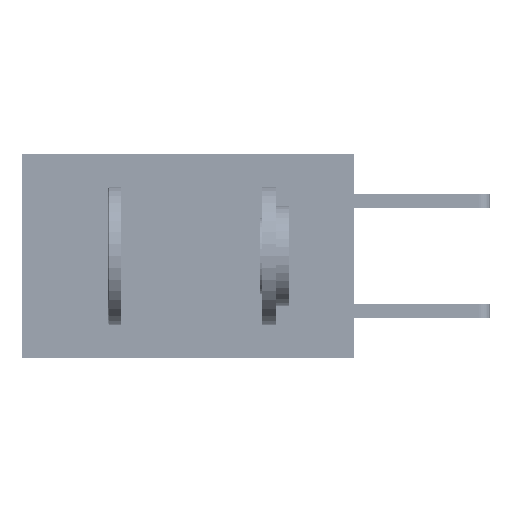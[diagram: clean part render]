
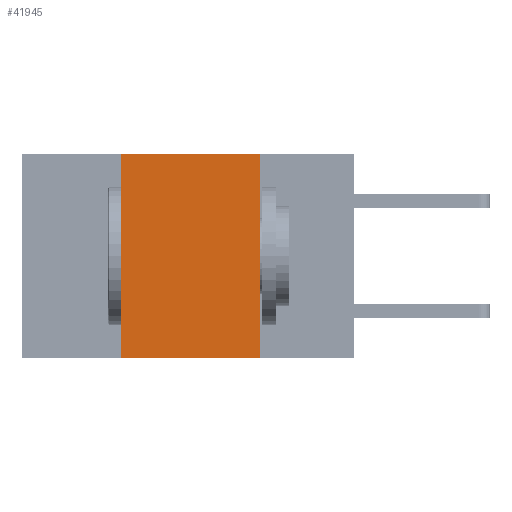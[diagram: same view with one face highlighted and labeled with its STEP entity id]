
A CAD part, left-side view. The second image highlights one B-rep face of the part: STEP entity #41945.
In plain terms, the highlighted planar face has unit normal (-1, 0, 0).
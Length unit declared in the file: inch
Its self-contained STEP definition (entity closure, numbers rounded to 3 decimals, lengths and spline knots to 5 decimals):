
#285 = DIRECTION ( 'NONE',  ( 0., 0., -1. ) ) ;
#357 = ORIENTED_EDGE ( 'NONE', *, *, #18315, .T. ) ;
#834 = ORIENTED_EDGE ( 'NONE', *, *, #29077, .F. ) ;
#2005 = EDGE_CURVE ( 'NONE', #15033, #13689, #12248, .T. ) ;
#4228 = CARTESIAN_POINT ( 'NONE',  ( 0., 0.42, 0. ) ) ;
#6871 = LINE ( 'NONE', #29637, #34883 ) ;
#8908 = LINE ( 'NONE', #37988, #16032 ) ;
#9409 = CARTESIAN_POINT ( 'NONE',  ( 0., 0.42, 0. ) ) ;
#11724 = VECTOR ( 'NONE', #35591, 39.37008 ) ;
#12005 = VERTEX_POINT ( 'NONE', #28515 ) ;
#12163 = CARTESIAN_POINT ( 'NONE',  ( 0., 0.42, -0.37 ) ) ;
#12248 = LINE ( 'NONE', #9409, #11724 ) ;
#13155 = VERTEX_POINT ( 'NONE', #37966 ) ;
#13689 = VERTEX_POINT ( 'NONE', #4228 ) ;
#13920 = PLANE ( 'NONE',  #15611 ) ;
#15033 = VERTEX_POINT ( 'NONE', #12163 ) ;
#15611 = AXIS2_PLACEMENT_3D ( 'NONE', #36541, #23598, #39384 ) ;
#16032 = VECTOR ( 'NONE', #24745, 39.37008 ) ;
#18315 = EDGE_CURVE ( 'NONE', #15033, #13155, #8908, .T. ) ;
#18327 = ORIENTED_EDGE ( 'NONE', *, *, #2005, .F. ) ;
#21788 = VECTOR ( 'NONE', #285, 39.37008 ) ;
#21968 = EDGE_CURVE ( 'NONE', #13689, #12005, #6871, .T. ) ;
#22922 = CARTESIAN_POINT ( 'NONE',  ( 0., 0.17, 0. ) ) ;
#23598 = DIRECTION ( 'NONE',  ( 1., 0., 0. ) ) ;
#24745 = DIRECTION ( 'NONE',  ( 0., -1., 0. ) ) ;
#28378 = LINE ( 'NONE', #22922, #21788 ) ;
#28515 = CARTESIAN_POINT ( 'NONE',  ( 0., 0.17, 0. ) ) ;
#29077 = EDGE_CURVE ( 'NONE', #12005, #13155, #28378, .T. ) ;
#29637 = CARTESIAN_POINT ( 'NONE',  ( 0., 0.6, 0. ) ) ;
#31336 = DIRECTION ( 'NONE',  ( 0., -1., 0. ) ) ;
#31720 = ORIENTED_EDGE ( 'NONE', *, *, #21968, .F. ) ;
#33544 = EDGE_LOOP ( 'NONE', ( #834, #31720, #18327, #357 ) ) ;
#34883 = VECTOR ( 'NONE', #31336, 39.37008 ) ;
#35373 = FACE_OUTER_BOUND ( 'NONE', #33544, .T. ) ;
#35591 = DIRECTION ( 'NONE',  ( 0., 0., 1. ) ) ;
#36541 = CARTESIAN_POINT ( 'NONE',  ( 0., 0.6, 0. ) ) ;
#37966 = CARTESIAN_POINT ( 'NONE',  ( 0., 0.17, -0.37 ) ) ;
#37988 = CARTESIAN_POINT ( 'NONE',  ( 0., 0.6, -0.37 ) ) ;
#39384 = DIRECTION ( 'NONE',  ( 0., 0., -1. ) ) ;
#41945 = ADVANCED_FACE ( 'NONE', ( #35373 ), #13920, .F. ) ;
